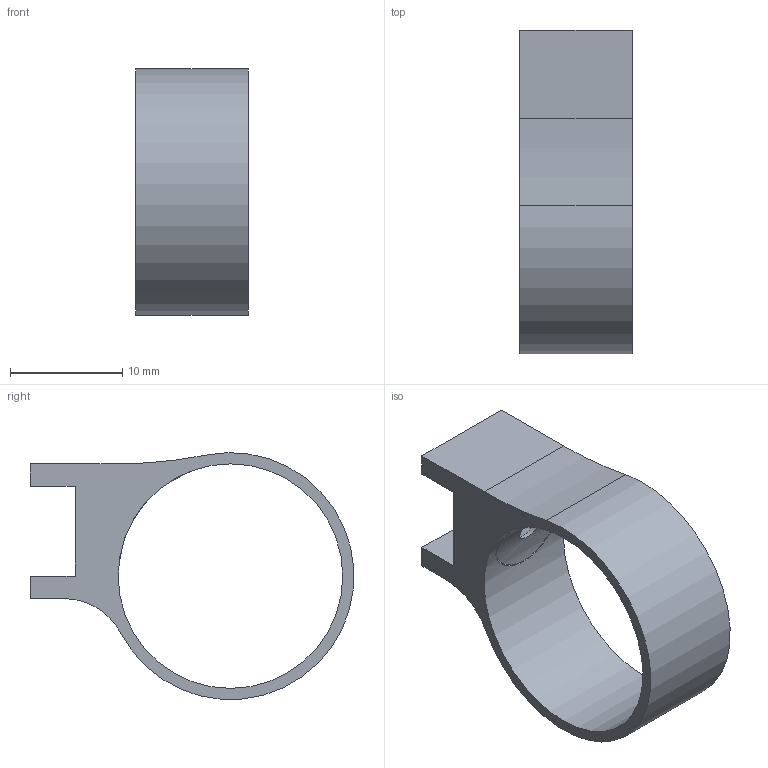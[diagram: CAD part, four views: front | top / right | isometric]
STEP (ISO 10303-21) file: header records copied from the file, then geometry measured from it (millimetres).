
FILE_DESCRIPTION(/* description */ (''),/* implementation_level */ '2;1');
FILE_NAME(/* name */ 'Ring.stp',/* time_stamp */ '2023-03-12T19:45:15+03:00',/* author */ ('adamn'),/* organization */ (''),/* preprocessor_version */ 'ST-DEVELOPER v19.2',/* originating_system */ 'Autodesk Inventor 2023',/* authorisation */ '');
FILE_SCHEMA (('AUTOMOTIVE_DESIGN { 1 0 10303 214 3 1 1 }'));
Length unit declared in the file: millimetre
Products named in the file (1): Ring-20
Bounding box: 10 x 28.81 x 21.97 mm (x, y, z)
Volume: 1279.2 mm3; surface area: 2197 mm2
Topology: 2 solids, 2 shells, 28 faces, 75 edges, 51 vertices
Faces by surface type: plane 18, cylinder 10
Full cylindrical faces by diameter (mm): 2.5 x2, 8 x1, 8.2 x1, 20 x1
Entity records: 1057 total; most frequent: CARTESIAN_POINT 298, ORIENTED_EDGE 150, DIRECTION 140, EDGE_CURVE 75, VERTEX_POINT 51, LINE 48, VECTOR 48, AXIS2_PLACEMENT_3D 46
